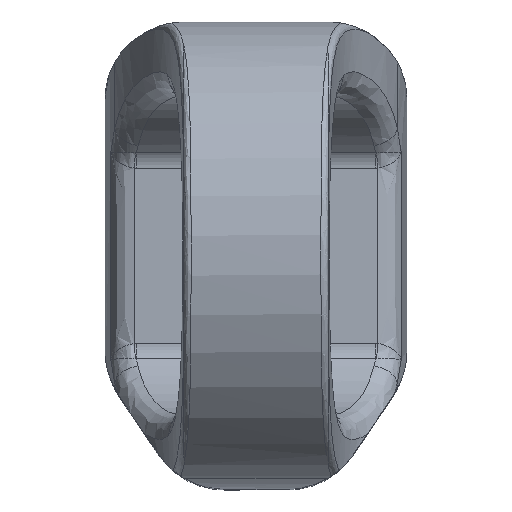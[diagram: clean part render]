
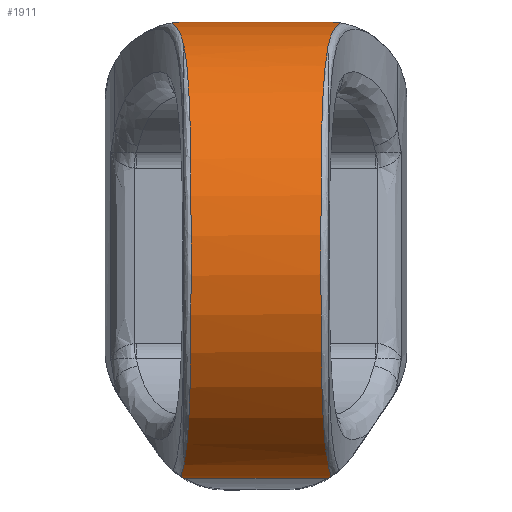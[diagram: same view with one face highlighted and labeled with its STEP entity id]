
A CAD part, top view. The second image highlights one B-rep face of the part: STEP entity #1911.
In plain terms, the highlighted cylindrical face has radius 14.601 mm (diameter 29.202 mm), a partial arc.
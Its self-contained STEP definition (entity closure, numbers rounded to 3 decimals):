
#151=LINE('',#2817,#301);
#152=LINE('',#2860,#302);
#301=VECTOR('',#2201,10.);
#302=VECTOR('',#2202,10.);
#451=CYLINDRICAL_SURFACE('',#2040,14.601);
#482=FACE_OUTER_BOUND('',#598,.T.);
#598=EDGE_LOOP('',(#1285,#1286,#1287,#1288,#1289,#1290,#1291,#1292,#1293,
#1294,#1295,#1296));
#714=B_SPLINE_CURVE_WITH_KNOTS('',3,(#2742,#2743,#2744,#2745,#2746,#2747,
#2748,#2749,#2750,#2751,#2752,#2753,#2754,#2755,#2756,#2757,#2758,#2759,
#2760),.UNSPECIFIED.,.F.,.F.,(4,2,1,1,1,1,1,1,1,1,1,1,1,2,4),(-0.002,
0.,0.313,0.626,0.94,1.253,
1.409,1.566,1.723,1.879,2.192,
2.506,2.819,3.132,3.135),
 .UNSPECIFIED.);
#716=B_SPLINE_CURVE_WITH_KNOTS('',3,(#2806,#2807,#2808,#2809,#2810),
 .UNSPECIFIED.,.F.,.F.,(4,1,4),(1.042,1.229,1.564),
 .UNSPECIFIED.);
#717=B_SPLINE_CURVE_WITH_KNOTS('',3,(#2812,#2813,#2814,#2815),
 .UNSPECIFIED.,.F.,.F.,(4,4),(4.106,4.262),
 .UNSPECIFIED.);
#718=B_SPLINE_CURVE_WITH_KNOTS('',3,(#2819,#2820,#2821,#2822),
 .UNSPECIFIED.,.F.,.F.,(4,4),(0.,0.155),
 .UNSPECIFIED.);
#719=B_SPLINE_CURVE_WITH_KNOTS('',3,(#2824,#2825,#2826,#2827,#2828),
 .UNSPECIFIED.,.F.,.F.,(4,1,4),(3.386,3.698,3.905),
 .UNSPECIFIED.);
#720=B_SPLINE_CURVE_WITH_KNOTS('',3,(#2830,#2831,#2832,#2833,#2834,#2835,
#2836,#2837,#2838,#2839,#2840,#2841,#2842,#2843,#2844,#2845,#2846,#2847,
#2848),.UNSPECIFIED.,.F.,.F.,(4,2,1,1,1,1,1,1,1,1,1,1,1,2,4),(-0.002,
0.,0.313,0.626,0.94,1.253,
1.409,1.566,1.723,1.879,2.192,
2.506,2.819,3.132,3.135),
 .UNSPECIFIED.);
#721=B_SPLINE_CURVE_WITH_KNOTS('',3,(#2850,#2851,#2852,#2853),
 .UNSPECIFIED.,.F.,.F.,(4,4),(0.057,0.23),
 .UNSPECIFIED.);
#722=B_SPLINE_CURVE_WITH_KNOTS('',3,(#2855,#2856,#2857,#2858),
 .UNSPECIFIED.,.F.,.F.,(4,4),(3.737,3.776),
 .UNSPECIFIED.);
#723=B_SPLINE_CURVE_WITH_KNOTS('',3,(#2862,#2863,#2864,#2865),
 .UNSPECIFIED.,.F.,.F.,(4,4),(0.502,0.542),
 .UNSPECIFIED.);
#724=B_SPLINE_CURVE_WITH_KNOTS('',3,(#2866,#2867,#2868,#2869),
 .UNSPECIFIED.,.F.,.F.,(4,4),(4.719,4.892),
 .UNSPECIFIED.);
#794=VERTEX_POINT('',#2740);
#795=VERTEX_POINT('',#2741);
#796=VERTEX_POINT('',#2805);
#797=VERTEX_POINT('',#2811);
#798=VERTEX_POINT('',#2816);
#799=VERTEX_POINT('',#2818);
#800=VERTEX_POINT('',#2823);
#801=VERTEX_POINT('',#2829);
#802=VERTEX_POINT('',#2849);
#803=VERTEX_POINT('',#2854);
#804=VERTEX_POINT('',#2859);
#805=VERTEX_POINT('',#2861);
#981=EDGE_CURVE('',#794,#795,#714,.T.);
#983=EDGE_CURVE('',#796,#794,#716,.T.);
#984=EDGE_CURVE('',#796,#797,#717,.T.);
#985=EDGE_CURVE('',#797,#798,#151,.T.);
#986=EDGE_CURVE('',#798,#799,#718,.T.);
#987=EDGE_CURVE('',#800,#799,#719,.T.);
#988=EDGE_CURVE('',#801,#800,#720,.T.);
#989=EDGE_CURVE('',#802,#801,#721,.T.);
#990=EDGE_CURVE('',#802,#803,#722,.T.);
#991=EDGE_CURVE('',#803,#804,#152,.T.);
#992=EDGE_CURVE('',#804,#805,#723,.T.);
#993=EDGE_CURVE('',#795,#805,#724,.T.);
#1285=ORIENTED_EDGE('',*,*,#981,.F.);
#1286=ORIENTED_EDGE('',*,*,#983,.F.);
#1287=ORIENTED_EDGE('',*,*,#984,.T.);
#1288=ORIENTED_EDGE('',*,*,#985,.T.);
#1289=ORIENTED_EDGE('',*,*,#986,.T.);
#1290=ORIENTED_EDGE('',*,*,#987,.F.);
#1291=ORIENTED_EDGE('',*,*,#988,.F.);
#1292=ORIENTED_EDGE('',*,*,#989,.F.);
#1293=ORIENTED_EDGE('',*,*,#990,.T.);
#1294=ORIENTED_EDGE('',*,*,#991,.T.);
#1295=ORIENTED_EDGE('',*,*,#992,.T.);
#1296=ORIENTED_EDGE('',*,*,#993,.F.);
#1911=ADVANCED_FACE('',(#482),#451,.T.);
#2040=AXIS2_PLACEMENT_3D('',#2804,#2199,#2200);
#2199=DIRECTION('center_axis',(-1.,0.,0.));
#2200=DIRECTION('ref_axis',(0.,0.154,0.988));
#2201=DIRECTION('',(-1.,0.,0.));
#2202=DIRECTION('',(1.,0.,0.));
#2740=CARTESIAN_POINT('',(-60.291,29.503,33.44));
#2741=CARTESIAN_POINT('',(-60.291,3.295,33.44));
#2742=CARTESIAN_POINT('Ctrl Pts',(-60.291,29.503,33.44));
#2743=CARTESIAN_POINT('Ctrl Pts',(-60.292,29.499,33.447));
#2744=CARTESIAN_POINT('Ctrl Pts',(-60.292,29.496,33.454));
#2745=CARTESIAN_POINT('Ctrl Pts',(-60.392,29.018,34.423));
#2746=CARTESIAN_POINT('Ctrl Pts',(-60.541,27.841,36.262));
#2747=CARTESIAN_POINT('Ctrl Pts',(-60.667,25.529,38.55));
#2748=CARTESIAN_POINT('Ctrl Pts',(-60.724,22.736,40.289));
#2749=CARTESIAN_POINT('Ctrl Pts',(-60.737,20.175,41.177));
#2750=CARTESIAN_POINT('Ctrl Pts',(-60.74,18.018,41.542));
#2751=CARTESIAN_POINT('Ctrl Pts',(-60.74,16.399,41.63));
#2752=CARTESIAN_POINT('Ctrl Pts',(-60.74,14.779,41.542));
#2753=CARTESIAN_POINT('Ctrl Pts',(-60.737,12.624,41.177));
#2754=CARTESIAN_POINT('Ctrl Pts',(-60.724,10.061,40.288));
#2755=CARTESIAN_POINT('Ctrl Pts',(-60.667,7.273,38.552));
#2756=CARTESIAN_POINT('Ctrl Pts',(-60.541,4.96,36.267));
#2757=CARTESIAN_POINT('Ctrl Pts',(-60.392,3.781,34.424));
#2758=CARTESIAN_POINT('Ctrl Pts',(-60.293,3.302,33.455));
#2759=CARTESIAN_POINT('Ctrl Pts',(-60.292,3.299,33.448));
#2760=CARTESIAN_POINT('Ctrl Pts',(-60.291,3.295,33.44));
#2804=CARTESIAN_POINT('Origin',(-64.8,16.399,27.));
#2805=CARTESIAN_POINT('',(-59.489,30.937,28.358));
#2806=CARTESIAN_POINT('Ctrl Pts',(-59.486,30.937,28.359));
#2807=CARTESIAN_POINT('Ctrl Pts',(-59.633,30.879,28.981));
#2808=CARTESIAN_POINT('Ctrl Pts',(-59.976,30.606,30.724));
#2809=CARTESIAN_POINT('Ctrl Pts',(-60.191,30.007,32.412));
#2810=CARTESIAN_POINT('Ctrl Pts',(-60.297,29.502,33.439));
#2811=CARTESIAN_POINT('',(-60.287,31.,27.));
#2812=CARTESIAN_POINT('Ctrl Pts',(-59.489,30.937,28.358));
#2813=CARTESIAN_POINT('Ctrl Pts',(-59.755,30.979,27.901));
#2814=CARTESIAN_POINT('Ctrl Pts',(-60.021,31.,27.447));
#2815=CARTESIAN_POINT('Ctrl Pts',(-60.282,31.,27.));
#2816=CARTESIAN_POINT('',(-69.304,31.,27.));
#2817=CARTESIAN_POINT('',(-64.8,31.,27.));
#2818=CARTESIAN_POINT('',(-70.106,30.935,28.38));
#2819=CARTESIAN_POINT('Ctrl Pts',(-69.301,31.,27.002));
#2820=CARTESIAN_POINT('Ctrl Pts',(-69.561,31.,27.446));
#2821=CARTESIAN_POINT('Ctrl Pts',(-69.832,30.979,27.909));
#2822=CARTESIAN_POINT('Ctrl Pts',(-70.106,30.935,28.38));
#2823=CARTESIAN_POINT('',(-69.309,29.503,33.44));
#2824=CARTESIAN_POINT('Ctrl Pts',(-69.309,29.502,33.44));
#2825=CARTESIAN_POINT('Ctrl Pts',(-69.407,29.973,32.48));
#2826=CARTESIAN_POINT('Ctrl Pts',(-69.617,30.582,30.804));
#2827=CARTESIAN_POINT('Ctrl Pts',(-69.948,30.869,29.069));
#2828=CARTESIAN_POINT('Ctrl Pts',(-70.11,30.934,28.381));
#2829=CARTESIAN_POINT('',(-69.309,3.295,33.44));
#2830=CARTESIAN_POINT('Ctrl Pts',(-69.309,3.295,33.44));
#2831=CARTESIAN_POINT('Ctrl Pts',(-69.308,3.299,33.447));
#2832=CARTESIAN_POINT('Ctrl Pts',(-69.308,3.302,33.454));
#2833=CARTESIAN_POINT('Ctrl Pts',(-69.208,3.78,34.423));
#2834=CARTESIAN_POINT('Ctrl Pts',(-69.059,4.957,36.262));
#2835=CARTESIAN_POINT('Ctrl Pts',(-68.933,7.269,38.55));
#2836=CARTESIAN_POINT('Ctrl Pts',(-68.876,10.062,40.289));
#2837=CARTESIAN_POINT('Ctrl Pts',(-68.863,12.623,41.177));
#2838=CARTESIAN_POINT('Ctrl Pts',(-68.86,14.78,41.542));
#2839=CARTESIAN_POINT('Ctrl Pts',(-68.86,16.399,41.63));
#2840=CARTESIAN_POINT('Ctrl Pts',(-68.86,18.019,41.542));
#2841=CARTESIAN_POINT('Ctrl Pts',(-68.863,20.174,41.177));
#2842=CARTESIAN_POINT('Ctrl Pts',(-68.876,22.737,40.288));
#2843=CARTESIAN_POINT('Ctrl Pts',(-68.933,25.525,38.552));
#2844=CARTESIAN_POINT('Ctrl Pts',(-69.059,27.838,36.267));
#2845=CARTESIAN_POINT('Ctrl Pts',(-69.208,29.017,34.424));
#2846=CARTESIAN_POINT('Ctrl Pts',(-69.307,29.496,33.455));
#2847=CARTESIAN_POINT('Ctrl Pts',(-69.308,29.499,33.448));
#2848=CARTESIAN_POINT('Ctrl Pts',(-69.309,29.503,33.44));
#2849=CARTESIAN_POINT('',(-69.499,2.609,31.799));
#2850=CARTESIAN_POINT('Ctrl Pts',(-69.499,2.609,31.799));
#2851=CARTESIAN_POINT('Ctrl Pts',(-69.426,2.804,32.358));
#2852=CARTESIAN_POINT('Ctrl Pts',(-69.362,3.034,32.906));
#2853=CARTESIAN_POINT('Ctrl Pts',(-69.306,3.296,33.439));
#2854=CARTESIAN_POINT('',(-69.309,2.491,31.446));
#2855=CARTESIAN_POINT('Ctrl Pts',(-69.499,2.609,31.799));
#2856=CARTESIAN_POINT('Ctrl Pts',(-69.436,2.569,31.682));
#2857=CARTESIAN_POINT('Ctrl Pts',(-69.373,2.529,31.564));
#2858=CARTESIAN_POINT('Ctrl Pts',(-69.309,2.491,31.446));
#2859=CARTESIAN_POINT('',(-60.291,2.491,31.446));
#2860=CARTESIAN_POINT('',(-74.227,2.491,31.446));
#2861=CARTESIAN_POINT('',(-60.101,2.609,31.799));
#2862=CARTESIAN_POINT('Ctrl Pts',(-60.291,2.491,31.446));
#2863=CARTESIAN_POINT('Ctrl Pts',(-60.227,2.529,31.564));
#2864=CARTESIAN_POINT('Ctrl Pts',(-60.164,2.568,31.682));
#2865=CARTESIAN_POINT('Ctrl Pts',(-60.101,2.609,31.799));
#2866=CARTESIAN_POINT('Ctrl Pts',(-60.291,3.296,33.44));
#2867=CARTESIAN_POINT('Ctrl Pts',(-60.236,3.034,32.907));
#2868=CARTESIAN_POINT('Ctrl Pts',(-60.172,2.804,32.358));
#2869=CARTESIAN_POINT('Ctrl Pts',(-60.099,2.609,31.799));
